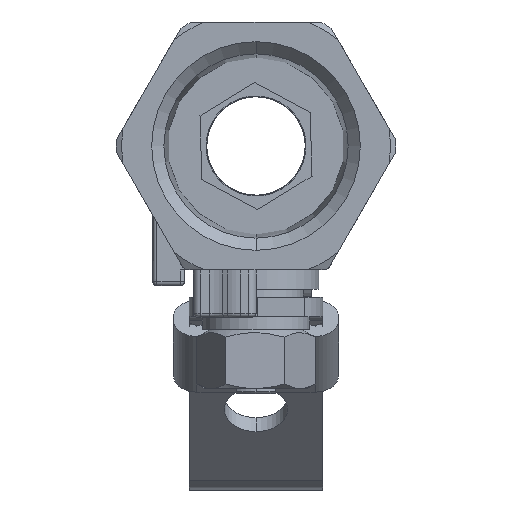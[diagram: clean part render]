
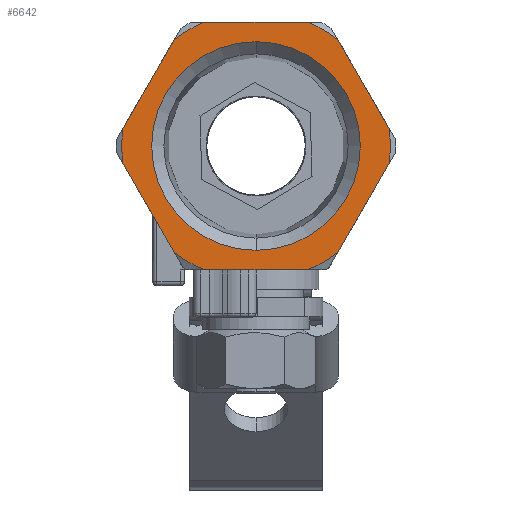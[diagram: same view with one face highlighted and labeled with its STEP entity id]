
A CAD part, front view. The second image highlights one B-rep face of the part: STEP entity #6642.
In plain terms, the highlighted planar face has unit normal (0, -1, 0).
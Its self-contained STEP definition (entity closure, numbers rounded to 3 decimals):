
#96 = ORIENTED_EDGE ( 'NONE', *, *, #2786, .T. ) ;
#148 = AXIS2_PLACEMENT_3D ( 'NONE', #10796, #14554, #23539 ) ;
#157 = ORIENTED_EDGE ( 'NONE', *, *, #12462, .F. ) ;
#250 = CARTESIAN_POINT ( 'NONE',  ( 0., 0.75, 0. ) ) ;
#571 = CARTESIAN_POINT ( 'NONE',  ( 10.376, 0.75, -13.528 ) ) ;
#573 = DIRECTION ( 'NONE',  ( -1., 0., 0. ) ) ;
#623 = CARTESIAN_POINT ( 'NONE',  ( 16.904, 0.75, 2.222 ) ) ;
#1065 = DIRECTION ( 'NONE',  ( 0.5, 0., -0.866 ) ) ;
#1285 = EDGE_LOOP ( 'NONE', ( #19131, #8094 ) ) ;
#1318 = CARTESIAN_POINT ( 'NONE',  ( 0., 0.75, -13.25 ) ) ;
#1769 = AXIS2_PLACEMENT_3D ( 'NONE', #14120, #6956, #15931 ) ;
#1898 = DIRECTION ( 'NONE',  ( 1., 0., 0. ) ) ;
#2224 = DIRECTION ( 'NONE',  ( 0., 1., 0. ) ) ;
#2481 = LINE ( 'NONE', #6649, #17820 ) ;
#2786 = EDGE_CURVE ( 'NONE', #21990, #15079, #3974, .T. ) ;
#2828 = ORIENTED_EDGE ( 'NONE', *, *, #10689, .T. ) ;
#3004 = ORIENTED_EDGE ( 'NONE', *, *, #8931, .T. ) ;
#3039 = AXIS2_PLACEMENT_3D ( 'NONE', #23533, #5325, #14476 ) ;
#3069 = DIRECTION ( 'NONE',  ( -0.5, 0., 0.866 ) ) ;
#3174 = VECTOR ( 'NONE', #22133, 1000. ) ;
#3222 = VERTEX_POINT ( 'NONE', #21373 ) ;
#3336 = DIRECTION ( 'NONE',  ( 0., 0., 1. ) ) ;
#3592 = CARTESIAN_POINT ( 'NONE',  ( 0., 0.75, 0. ) ) ;
#3644 = PLANE ( 'NONE',  #3039 ) ;
#3688 = VECTOR ( 'NONE', #573, 1000. ) ;
#3819 = CIRCLE ( 'NONE', #12623, 17.049 ) ;
#3832 = VERTEX_POINT ( 'NONE', #12071 ) ;
#3964 = CIRCLE ( 'NONE', #22935, 17.049 ) ;
#3974 = LINE ( 'NONE', #22348, #3688 ) ;
#4340 = CARTESIAN_POINT ( 'NONE',  ( 0., 0.75, 13.25 ) ) ;
#5083 = CARTESIAN_POINT ( 'NONE',  ( -6.527, 0.75, 15.75 ) ) ;
#5325 = DIRECTION ( 'NONE',  ( 0., 1., 0. ) ) ;
#5423 = DIRECTION ( 'NONE',  ( 0., 1., 0. ) ) ;
#5562 = EDGE_LOOP ( 'NONE', ( #9748, #157, #23036, #10807, #3004, #18961, #11301, #12760, #96, #11098, #2828, #15525 ) ) ;
#5726 = EDGE_CURVE ( 'NONE', #14844, #3832, #2481, .T. ) ;
#6125 = AXIS2_PLACEMENT_3D ( 'NONE', #250, #2224, #9315 ) ;
#6358 = CARTESIAN_POINT ( 'NONE',  ( 0., 0.75, 0. ) ) ;
#6642 = ADVANCED_FACE ( 'NONE', ( #16681, #9001 ), #3644, .F. ) ;
#6649 = CARTESIAN_POINT ( 'NONE',  ( 18.187, 0.75, 0. ) ) ;
#6682 = VERTEX_POINT ( 'NONE', #21678 ) ;
#6956 = DIRECTION ( 'NONE',  ( 0., 1., 0. ) ) ;
#7257 = DIRECTION ( 'NONE',  ( 0., 0., 1. ) ) ;
#7362 = EDGE_CURVE ( 'NONE', #11805, #16926, #17796, .T. ) ;
#7444 = CIRCLE ( 'NONE', #1769, 17.049 ) ;
#7537 = CARTESIAN_POINT ( 'NONE',  ( 0., 0.75, 0. ) ) ;
#7821 = EDGE_CURVE ( 'NONE', #14844, #13251, #3819, .T. ) ;
#7962 = DIRECTION ( 'NONE',  ( 0., 0., 1. ) ) ;
#7965 = VECTOR ( 'NONE', #1898, 1000. ) ;
#8078 = VECTOR ( 'NONE', #1065, 1000. ) ;
#8094 = ORIENTED_EDGE ( 'NONE', *, *, #18770, .T. ) ;
#8468 = CARTESIAN_POINT ( 'NONE',  ( 0., 0.75, 0. ) ) ;
#8613 = DIRECTION ( 'NONE',  ( 0., 1., 0. ) ) ;
#8868 = LINE ( 'NONE', #12749, #21908 ) ;
#8931 = EDGE_CURVE ( 'NONE', #11805, #13251, #10014, .T. ) ;
#9001 = FACE_OUTER_BOUND ( 'NONE', #5562, .T. ) ;
#9263 = DIRECTION ( 'NONE',  ( -0.5, 0., -0.866 ) ) ;
#9315 = DIRECTION ( 'NONE',  ( 0., 0., 1. ) ) ;
#9447 = EDGE_CURVE ( 'NONE', #10133, #10891, #18829, .T. ) ;
#9616 = AXIS2_PLACEMENT_3D ( 'NONE', #8468, #8613, #21141 ) ;
#9748 = ORIENTED_EDGE ( 'NONE', *, *, #17314, .T. ) ;
#9760 = EDGE_CURVE ( 'NONE', #22352, #22114, #16002, .T. ) ;
#9789 = EDGE_CURVE ( 'NONE', #11110, #15079, #19141, .T. ) ;
#10014 = LINE ( 'NONE', #11394, #3174 ) ;
#10133 = VERTEX_POINT ( 'NONE', #20801 ) ;
#10689 = EDGE_CURVE ( 'NONE', #11110, #10891, #8868, .T. ) ;
#10796 = CARTESIAN_POINT ( 'NONE',  ( 0., 0.75, 0. ) ) ;
#10807 = ORIENTED_EDGE ( 'NONE', *, *, #7362, .F. ) ;
#10852 = CARTESIAN_POINT ( 'NONE',  ( 6.527, 0.75, 15.75 ) ) ;
#10891 = VERTEX_POINT ( 'NONE', #21445 ) ;
#11098 = ORIENTED_EDGE ( 'NONE', *, *, #9789, .F. ) ;
#11110 = VERTEX_POINT ( 'NONE', #11977 ) ;
#11189 = LINE ( 'NONE', #11935, #8078 ) ;
#11301 = ORIENTED_EDGE ( 'NONE', *, *, #5726, .T. ) ;
#11394 = CARTESIAN_POINT ( 'NONE',  ( 9.093, 0.75, -15.75 ) ) ;
#11805 = VERTEX_POINT ( 'NONE', #571 ) ;
#11935 = CARTESIAN_POINT ( 'NONE',  ( -18.187, 0.75, 0. ) ) ;
#11977 = CARTESIAN_POINT ( 'NONE',  ( -10.376, 0.75, 13.528 ) ) ;
#12071 = CARTESIAN_POINT ( 'NONE',  ( 10.376, 0.75, 13.528 ) ) ;
#12231 = DIRECTION ( 'NONE',  ( 0., 1., 0. ) ) ;
#12399 = EDGE_CURVE ( 'NONE', #6682, #16926, #19049, .T. ) ;
#12462 = EDGE_CURVE ( 'NONE', #6682, #3222, #3964, .T. ) ;
#12623 = AXIS2_PLACEMENT_3D ( 'NONE', #6358, #19082, #7962 ) ;
#12749 = CARTESIAN_POINT ( 'NONE',  ( -9.093, 0.75, 15.75 ) ) ;
#12760 = ORIENTED_EDGE ( 'NONE', *, *, #22282, .F. ) ;
#12849 = CARTESIAN_POINT ( 'NONE',  ( -9.093, 0.75, -15.75 ) ) ;
#13251 = VERTEX_POINT ( 'NONE', #14614 ) ;
#14120 = CARTESIAN_POINT ( 'NONE',  ( 0., 0.75, 0. ) ) ;
#14476 = DIRECTION ( 'NONE',  ( 0., 0., 1. ) ) ;
#14483 = CARTESIAN_POINT ( 'NONE',  ( 6.527, 0.75, -15.75 ) ) ;
#14554 = DIRECTION ( 'NONE',  ( 0., 1., 0. ) ) ;
#14614 = CARTESIAN_POINT ( 'NONE',  ( 16.904, 0.75, -2.222 ) ) ;
#14706 = DIRECTION ( 'NONE',  ( 0., 1., 0. ) ) ;
#14844 = VERTEX_POINT ( 'NONE', #623 ) ;
#15079 = VERTEX_POINT ( 'NONE', #5083 ) ;
#15525 = ORIENTED_EDGE ( 'NONE', *, *, #9447, .F. ) ;
#15931 = DIRECTION ( 'NONE',  ( 0., 0., 1. ) ) ;
#16002 = CIRCLE ( 'NONE', #9616, 13.25 ) ;
#16681 = FACE_BOUND ( 'NONE', #1285, .T. ) ;
#16926 = VERTEX_POINT ( 'NONE', #14483 ) ;
#17314 = EDGE_CURVE ( 'NONE', #10133, #3222, #11189, .T. ) ;
#17796 = CIRCLE ( 'NONE', #148, 17.049 ) ;
#17820 = VECTOR ( 'NONE', #3069, 1000. ) ;
#18770 = EDGE_CURVE ( 'NONE', #22114, #22352, #20239, .T. ) ;
#18829 = CIRCLE ( 'NONE', #22717, 17.049 ) ;
#18961 = ORIENTED_EDGE ( 'NONE', *, *, #7821, .F. ) ;
#19049 = LINE ( 'NONE', #12849, #7965 ) ;
#19082 = DIRECTION ( 'NONE',  ( 0., 1., 0. ) ) ;
#19131 = ORIENTED_EDGE ( 'NONE', *, *, #9760, .T. ) ;
#19141 = CIRCLE ( 'NONE', #23026, 17.049 ) ;
#20239 = CIRCLE ( 'NONE', #6125, 13.25 ) ;
#20801 = CARTESIAN_POINT ( 'NONE',  ( -16.904, 0.75, -2.222 ) ) ;
#21141 = DIRECTION ( 'NONE',  ( 0., 0., 1. ) ) ;
#21373 = CARTESIAN_POINT ( 'NONE',  ( -10.376, 0.75, -13.528 ) ) ;
#21445 = CARTESIAN_POINT ( 'NONE',  ( -16.904, 0.75, 2.222 ) ) ;
#21678 = CARTESIAN_POINT ( 'NONE',  ( -6.527, 0.75, -15.75 ) ) ;
#21908 = VECTOR ( 'NONE', #9263, 1000. ) ;
#21990 = VERTEX_POINT ( 'NONE', #10852 ) ;
#22114 = VERTEX_POINT ( 'NONE', #4340 ) ;
#22133 = DIRECTION ( 'NONE',  ( 0.5, 0., 0.866 ) ) ;
#22282 = EDGE_CURVE ( 'NONE', #21990, #3832, #7444, .T. ) ;
#22348 = CARTESIAN_POINT ( 'NONE',  ( 9.093, 0.75, 15.75 ) ) ;
#22352 = VERTEX_POINT ( 'NONE', #1318 ) ;
#22717 = AXIS2_PLACEMENT_3D ( 'NONE', #3592, #5423, #7257 ) ;
#22935 = AXIS2_PLACEMENT_3D ( 'NONE', #7537, #14706, #23591 ) ;
#23026 = AXIS2_PLACEMENT_3D ( 'NONE', #23136, #12231, #3336 ) ;
#23036 = ORIENTED_EDGE ( 'NONE', *, *, #12399, .T. ) ;
#23136 = CARTESIAN_POINT ( 'NONE',  ( 0., 0.75, 0. ) ) ;
#23533 = CARTESIAN_POINT ( 'NONE',  ( 11.75, 0.75, 0. ) ) ;
#23539 = DIRECTION ( 'NONE',  ( 0., 0., 1. ) ) ;
#23591 = DIRECTION ( 'NONE',  ( 0., 0., 1. ) ) ;
